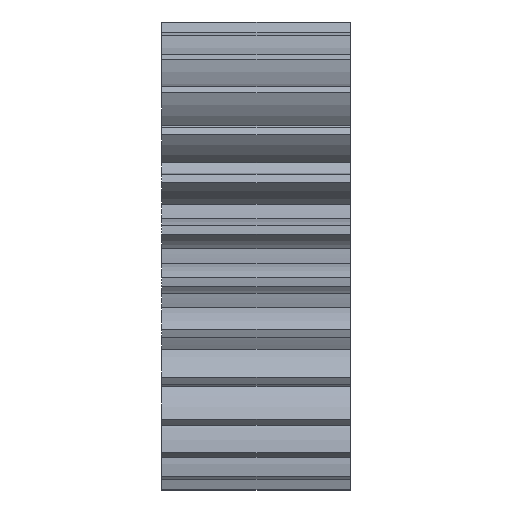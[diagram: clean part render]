
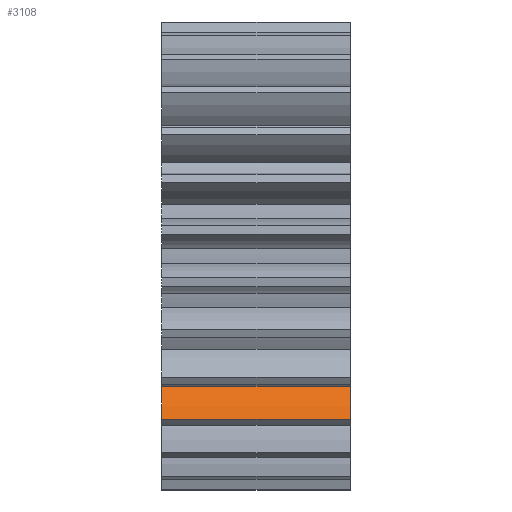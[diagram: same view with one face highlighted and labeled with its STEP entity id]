
A CAD part, front view. The second image highlights one B-rep face of the part: STEP entity #3108.
In plain terms, the highlighted cylindrical face has radius 5.927 mm (diameter 11.853 mm), a partial arc.
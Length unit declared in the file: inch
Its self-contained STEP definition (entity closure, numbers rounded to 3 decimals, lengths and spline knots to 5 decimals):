
#110 = EDGE_CURVE ( 'NONE', #3664, #1566, #1401, .T. ) ;
#315 = EDGE_CURVE ( 'NONE', #1566, #1653, #2114, .T. ) ;
#325 = ORIENTED_EDGE ( 'NONE', *, *, #2902, .T. ) ;
#415 = EDGE_LOOP ( 'NONE', ( #325, #476, #2864, #2199 ) ) ;
#436 = VECTOR ( 'NONE', #1872, 39.37008 ) ;
#476 = ORIENTED_EDGE ( 'NONE', *, *, #3151, .T. ) ;
#616 = CARTESIAN_POINT ( 'NONE',  ( 0., -0.40277, -0.34654 ) ) ;
#687 = CARTESIAN_POINT ( 'NONE',  ( 0., -0.45022, -0.4335 ) ) ;
#833 = CARTESIAN_POINT ( 'NONE',  ( 0.25, -0.45022, -0.4335 ) ) ;
#1097 = CARTESIAN_POINT ( 'NONE',  ( 0., -0.22634, -0.49924 ) ) ;
#1295 = AXIS2_PLACEMENT_3D ( 'NONE', #1097, #3301, #1374 ) ;
#1374 = DIRECTION ( 'NONE',  ( 0., 0., -1. ) ) ;
#1401 = LINE ( 'NONE', #2326, #3691 ) ;
#1566 = VERTEX_POINT ( 'NONE', #616 ) ;
#1653 = VERTEX_POINT ( 'NONE', #687 ) ;
#1847 = LINE ( 'NONE', #833, #436 ) ;
#1872 = DIRECTION ( 'NONE',  ( 1., 0., 0. ) ) ;
#2114 = CIRCLE ( 'NONE', #1295, 0.23333 ) ;
#2199 = ORIENTED_EDGE ( 'NONE', *, *, #315, .T. ) ;
#2260 = DIRECTION ( 'NONE',  ( 0., 0., 1. ) ) ;
#2326 = CARTESIAN_POINT ( 'NONE',  ( 0.5, -0.40277, -0.34654 ) ) ;
#2380 = VERTEX_POINT ( 'NONE', #2392 ) ;
#2392 = CARTESIAN_POINT ( 'NONE',  ( 0.5, -0.45022, -0.4335 ) ) ;
#2397 = CARTESIAN_POINT ( 'NONE',  ( 0.5, -0.22634, -0.49924 ) ) ;
#2427 = AXIS2_PLACEMENT_3D ( 'NONE', #2397, #3661, #2997 ) ;
#2638 = CYLINDRICAL_SURFACE ( 'NONE', #3585, 0.23333 ) ;
#2651 = DIRECTION ( 'NONE',  ( -1., 0., 0. ) ) ;
#2864 = ORIENTED_EDGE ( 'NONE', *, *, #110, .T. ) ;
#2902 = EDGE_CURVE ( 'NONE', #1653, #2380, #1847, .T. ) ;
#2905 = CIRCLE ( 'NONE', #2427, 0.23333 ) ;
#2997 = DIRECTION ( 'NONE',  ( 0., -0.623, 0.782 ) ) ;
#3108 = ADVANCED_FACE ( 'NONE', ( #3221 ), #2638, .T. ) ;
#3151 = EDGE_CURVE ( 'NONE', #2380, #3664, #2905, .T. ) ;
#3221 = FACE_OUTER_BOUND ( 'NONE', #415, .T. ) ;
#3301 = DIRECTION ( 'NONE',  ( 1., 0., 0. ) ) ;
#3321 = DIRECTION ( 'NONE',  ( -1., 0., 0. ) ) ;
#3412 = CARTESIAN_POINT ( 'NONE',  ( 0.5, -0.40277, -0.34654 ) ) ;
#3585 = AXIS2_PLACEMENT_3D ( 'NONE', #3941, #3321, #2260 ) ;
#3661 = DIRECTION ( 'NONE',  ( -1., 0., 0. ) ) ;
#3664 = VERTEX_POINT ( 'NONE', #3412 ) ;
#3691 = VECTOR ( 'NONE', #2651, 39.37008 ) ;
#3941 = CARTESIAN_POINT ( 'NONE',  ( 0.5, -0.22634, -0.49924 ) ) ;
